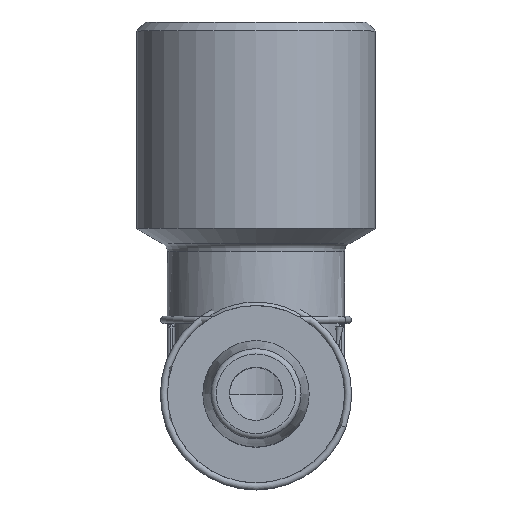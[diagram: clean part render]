
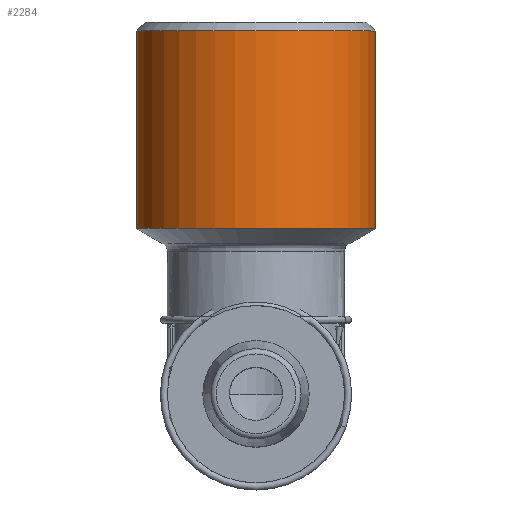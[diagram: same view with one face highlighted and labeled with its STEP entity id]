
A CAD part, top view. The second image highlights one B-rep face of the part: STEP entity #2284.
In plain terms, the highlighted cylindrical face has radius 6.75 mm (diameter 13.5 mm), a full revolution.
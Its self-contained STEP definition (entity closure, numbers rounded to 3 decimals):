
#617=ORIENTED_EDGE('',*,*,#744,.F.);
#618=ORIENTED_EDGE('',*,*,#839,.T.);
#744=EDGE_CURVE('',#938,#938,#970,.F.);
#839=EDGE_CURVE('',#947,#947,#1045,.T.);
#938=VERTEX_POINT('',#3252);
#947=VERTEX_POINT('',#4096);
#970=CIRCLE('',#2332,6.75);
#1045=CIRCLE('',#2460,6.75);
#1163=EDGE_LOOP('',(#617));
#1164=EDGE_LOOP('',(#618));
#1301=FACE_BOUND('',#1163,.T.);
#1302=FACE_BOUND('',#1164,.T.);
#1366=CYLINDRICAL_SURFACE('',#2459,6.75);
#2284=ADVANCED_FACE('',(#1301,#1302),#1366,.T.);
#2332=AXIS2_PLACEMENT_3D('',#3251,#2591,#2592);
#2459=AXIS2_PLACEMENT_3D('',#4094,#2845,#2846);
#2460=AXIS2_PLACEMENT_3D('',#4095,#2847,#2848);
#2591=DIRECTION('',(0.,1.,0.));
#2592=DIRECTION('',(-1.,0.,0.));
#2845=DIRECTION('',(0.,-1.,0.));
#2846=DIRECTION('',(0.,0.,-1.));
#2847=DIRECTION('',(0.,-1.,0.));
#2848=DIRECTION('',(0.,0.,-1.));
#3251=CARTESIAN_POINT('',(0.,9.356,0.));
#3252=CARTESIAN_POINT('',(-6.75,9.356,0.));
#4094=CARTESIAN_POINT('',(0.,-60.,0.));
#4095=CARTESIAN_POINT('',(0.,20.5,0.));
#4096=CARTESIAN_POINT('',(0.,20.5,-6.75));
